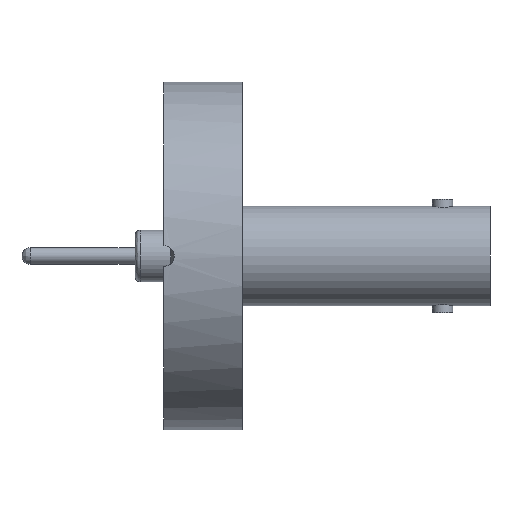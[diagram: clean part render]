
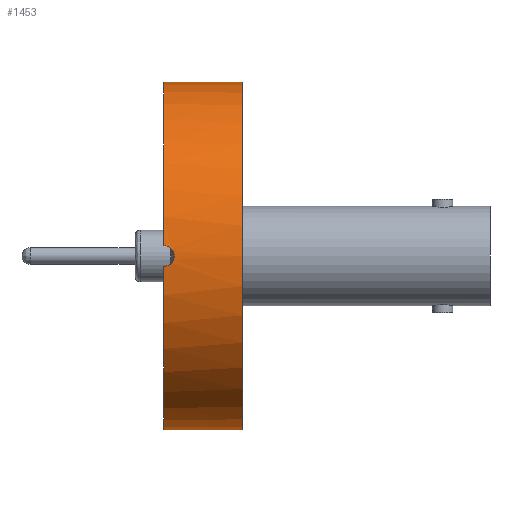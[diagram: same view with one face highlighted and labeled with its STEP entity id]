
A CAD part, left-side view. The second image highlights one B-rep face of the part: STEP entity #1453.
In plain terms, the highlighted cylindrical face has radius 16.9 mm (diameter 33.8 mm), a partial arc.
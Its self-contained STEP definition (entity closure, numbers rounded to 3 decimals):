
#102 = CARTESIAN_POINT ( 'NONE',  ( 0., 0., 16.9 ) ) ;
#105 = CIRCLE ( 'NONE', #626, 16.9 ) ;
#119 = CARTESIAN_POINT ( 'NONE',  ( -16.87, -0.132, 1. ) ) ;
#123 = CARTESIAN_POINT ( 'NONE',  ( -16.881, -0.614, -0.8 ) ) ;
#150 = ORIENTED_EDGE ( 'NONE', *, *, #2200, .T. ) ;
#177 = VECTOR ( 'NONE', #1937, 1000. ) ;
#211 = EDGE_CURVE ( 'NONE', #1626, #1868, #105, .T. ) ;
#226 = ORIENTED_EDGE ( 'NONE', *, *, #1420, .T. ) ;
#286 = CARTESIAN_POINT ( 'NONE',  ( -16.872, -0.262, 0.974 ) ) ;
#293 = CARTESIAN_POINT ( 'NONE',  ( -16.872, -0.262, -0.974 ) ) ;
#445 = CARTESIAN_POINT ( 'NONE',  ( -16.87, 0., 1. ) ) ;
#454 = CARTESIAN_POINT ( 'NONE',  ( -16.881, -0.615, 0.799 ) ) ;
#460 = CARTESIAN_POINT ( 'NONE',  ( -16.87, 0., -1. ) ) ;
#499 = AXIS2_PLACEMENT_3D ( 'NONE', #667, #1897, #850 ) ;
#509 = DIRECTION ( 'NONE',  ( 0., 0., 1. ) ) ;
#571 = CYLINDRICAL_SURFACE ( 'NONE', #931, 16.9 ) ;
#590 = VERTEX_POINT ( 'NONE', #1684 ) ;
#608 = DIRECTION ( 'NONE',  ( 0., 1., 0. ) ) ;
#626 = AXIS2_PLACEMENT_3D ( 'NONE', #1654, #608, #1832 ) ;
#628 = CARTESIAN_POINT ( 'NONE',  ( -16.893, -0.874, 0.503 ) ) ;
#667 = CARTESIAN_POINT ( 'NONE',  ( 0., 0., 0. ) ) ;
#698 = ORIENTED_EDGE ( 'NONE', *, *, #211, .T. ) ;
#714 = EDGE_LOOP ( 'NONE', ( #793, #698, #226, #1543, #150, #1450 ) ) ;
#790 = DIRECTION ( 'NONE',  ( 0., 1., 0. ) ) ;
#793 = ORIENTED_EDGE ( 'NONE', *, *, #1984, .F. ) ;
#818 = CARTESIAN_POINT ( 'NONE',  ( -16.9, -1., 0.131 ) ) ;
#830 = CIRCLE ( 'NONE', #906, 16.9 ) ;
#850 = DIRECTION ( 'NONE',  ( 0., 0., 1. ) ) ;
#906 = AXIS2_PLACEMENT_3D ( 'NONE', #1836, #790, #2021 ) ;
#931 = AXIS2_PLACEMENT_3D ( 'NONE', #1729, #1918, #509 ) ;
#991 = CARTESIAN_POINT ( 'NONE',  ( -16.898, -0.974, -0.261 ) ) ;
#993 = FACE_OUTER_BOUND ( 'NONE', #714, .T. ) ;
#1073 = VERTEX_POINT ( 'NONE', #1129 ) ;
#1086 = EDGE_CURVE ( 'NONE', #1526, #1073, #830, .T. ) ;
#1129 = CARTESIAN_POINT ( 'NONE',  ( -16.87, 0., -1. ) ) ;
#1164 = CARTESIAN_POINT ( 'NONE',  ( -16.889, -0.801, -0.613 ) ) ;
#1170 = CARTESIAN_POINT ( 'NONE',  ( 0., -7.6, -16.9 ) ) ;
#1247 = EDGE_CURVE ( 'NONE', #590, #1846, #1954, .T. ) ;
#1337 = CARTESIAN_POINT ( 'NONE',  ( -16.877, -0.504, -0.873 ) ) ;
#1420 = EDGE_CURVE ( 'NONE', #1868, #1846, #2037, .T. ) ;
#1445 = B_SPLINE_CURVE_WITH_KNOTS ( 'NONE', 3,
 ( #445, #119, #286, #1504, #454, #1675, #628, #1859, #818, #2043, #991, #2220, #1164, #123, #1337, #293, #1515, #460 ),
 .UNSPECIFIED., .F., .F.,
 ( 4, 2, 2, 2, 2, 2, 2, 2, 4 ),
 ( 0., 0., 0.001, 0.001, 0.002, 0.002, 0.002, 0.003, 0.003 ),
 .UNSPECIFIED. ) ;
#1450 = ORIENTED_EDGE ( 'NONE', *, *, #1086, .F. ) ;
#1453 = ADVANCED_FACE ( 'NONE', ( #993 ), #571, .T. ) ;
#1504 = CARTESIAN_POINT ( 'NONE',  ( -16.877, -0.504, 0.874 ) ) ;
#1515 = CARTESIAN_POINT ( 'NONE',  ( -16.87, -0.132, -1. ) ) ;
#1526 = VERTEX_POINT ( 'NONE', #1575 ) ;
#1543 = ORIENTED_EDGE ( 'NONE', *, *, #1247, .F. ) ;
#1575 = CARTESIAN_POINT ( 'NONE',  ( 0., 0., -16.9 ) ) ;
#1626 = VERTEX_POINT ( 'NONE', #1932 ) ;
#1654 = CARTESIAN_POINT ( 'NONE',  ( 0., -7.6, 0. ) ) ;
#1675 = CARTESIAN_POINT ( 'NONE',  ( -16.889, -0.799, 0.615 ) ) ;
#1684 = CARTESIAN_POINT ( 'NONE',  ( -16.87, 0., 1. ) ) ;
#1729 = CARTESIAN_POINT ( 'NONE',  ( 0., -7.6, 0. ) ) ;
#1767 = VECTOR ( 'NONE', #2224, 1000. ) ;
#1832 = DIRECTION ( 'NONE',  ( 0., 0., 1. ) ) ;
#1836 = CARTESIAN_POINT ( 'NONE',  ( 0., 0., 0. ) ) ;
#1846 = VERTEX_POINT ( 'NONE', #102 ) ;
#1859 = CARTESIAN_POINT ( 'NONE',  ( -16.898, -0.974, 0.263 ) ) ;
#1868 = VERTEX_POINT ( 'NONE', #2163 ) ;
#1897 = DIRECTION ( 'NONE',  ( 0., 1., 0. ) ) ;
#1918 = DIRECTION ( 'NONE',  ( 0., 1., 0. ) ) ;
#1932 = CARTESIAN_POINT ( 'NONE',  ( 0., -7.6, -16.9 ) ) ;
#1937 = DIRECTION ( 'NONE',  ( 0., 1., 0. ) ) ;
#1954 = CIRCLE ( 'NONE', #499, 16.9 ) ;
#1984 = EDGE_CURVE ( 'NONE', #1626, #1526, #2193, .T. ) ;
#2021 = DIRECTION ( 'NONE',  ( 0., 0., 1. ) ) ;
#2037 = LINE ( 'NONE', #2121, #177 ) ;
#2043 = CARTESIAN_POINT ( 'NONE',  ( -16.9, -1., -0.13 ) ) ;
#2121 = CARTESIAN_POINT ( 'NONE',  ( 0., -7.6, 16.9 ) ) ;
#2163 = CARTESIAN_POINT ( 'NONE',  ( 0., -7.6, 16.9 ) ) ;
#2193 = LINE ( 'NONE', #1170, #1767 ) ;
#2200 = EDGE_CURVE ( 'NONE', #590, #1073, #1445, .T. ) ;
#2220 = CARTESIAN_POINT ( 'NONE',  ( -16.893, -0.874, -0.503 ) ) ;
#2224 = DIRECTION ( 'NONE',  ( 0., 1., 0. ) ) ;
